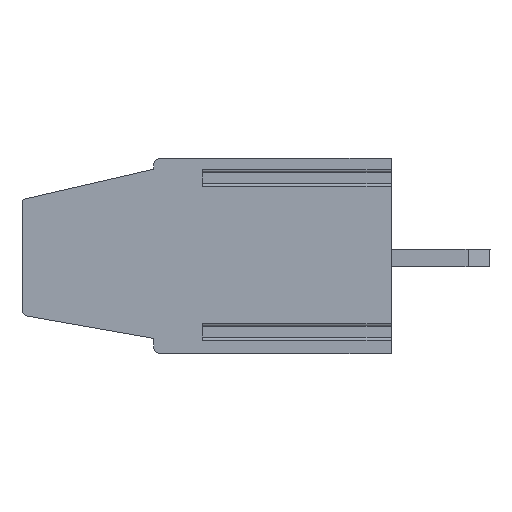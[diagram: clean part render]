
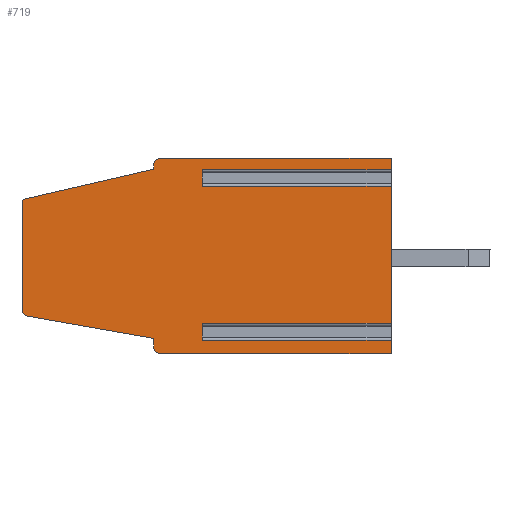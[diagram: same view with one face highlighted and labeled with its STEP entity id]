
A CAD part, left-side view. The second image highlights one B-rep face of the part: STEP entity #719.
In plain terms, the highlighted planar face has unit normal (-1, 0, 0).
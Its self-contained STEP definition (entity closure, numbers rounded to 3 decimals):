
#719 = ADVANCED_FACE( '', ( #1506 ), #1507, .T. );
#1506 = FACE_OUTER_BOUND( '', #2350, .T. );
#1507 = PLANE( '', #2351 );
#2350 = EDGE_LOOP( '', ( #4511, #4512, #4513, #4514, #4515, #4516, #4517, #4518, #4519, #4520, #4521, #4522, #4523, #4524, #4525, #4526, #4527, #4528, #4529, #4530 ) );
#2351 = AXIS2_PLACEMENT_3D( '', #4531, #4532, #4533 );
#4511 = ORIENTED_EDGE( '', *, *, #5484, .T. );
#4512 = ORIENTED_EDGE( '', *, *, #5964, .T. );
#4513 = ORIENTED_EDGE( '', *, *, #5772, .T. );
#4514 = ORIENTED_EDGE( '', *, *, #5541, .T. );
#4515 = ORIENTED_EDGE( '', *, *, #5903, .T. );
#4516 = ORIENTED_EDGE( '', *, *, #5839, .T. );
#4517 = ORIENTED_EDGE( '', *, *, #5965, .T. );
#4518 = ORIENTED_EDGE( '', *, *, #5966, .T. );
#4519 = ORIENTED_EDGE( '', *, *, #5922, .T. );
#4520 = ORIENTED_EDGE( '', *, *, #5950, .T. );
#4521 = ORIENTED_EDGE( '', *, *, #5967, .T. );
#4522 = ORIENTED_EDGE( '', *, *, #5205, .T. );
#4523 = ORIENTED_EDGE( '', *, *, #5843, .T. );
#4524 = ORIENTED_EDGE( '', *, *, #5880, .T. );
#4525 = ORIENTED_EDGE( '', *, *, #5783, .T. );
#4526 = ORIENTED_EDGE( '', *, *, #5232, .T. );
#4527 = ORIENTED_EDGE( '', *, *, #5251, .T. );
#4528 = ORIENTED_EDGE( '', *, *, #5968, .T. );
#4529 = ORIENTED_EDGE( '', *, *, #5779, .T. );
#4530 = ORIENTED_EDGE( '', *, *, #5934, .T. );
#4531 = CARTESIAN_POINT( '', ( 10.753, -27.341, -2.044 ) );
#4532 = DIRECTION( '', ( -1., 0., 0. ) );
#4533 = DIRECTION( '', ( 0., 0., 1. ) );
#5205 = EDGE_CURVE( '', #6320, #6321, #6322, .T. );
#5232 = EDGE_CURVE( '', #6365, #6363, #6366, .F. );
#5251 = EDGE_CURVE( '', #6363, #6395, #6397, .T. );
#5484 = EDGE_CURVE( '', #6778, #6776, #6779, .T. );
#5541 = EDGE_CURVE( '', #6868, #6866, #6869, .T. );
#5772 = EDGE_CURVE( '', #7195, #6868, #7196, .T. );
#5779 = EDGE_CURVE( '', #7208, #7206, #7209, .T. );
#5783 = EDGE_CURVE( '', #7178, #6365, #7214, .T. );
#5839 = EDGE_CURVE( '', #7286, #7290, #7292, .T. );
#5843 = EDGE_CURVE( '', #6321, #7296, #7298, .T. );
#5880 = EDGE_CURVE( '', #7296, #7178, #7342, .T. );
#5903 = EDGE_CURVE( '', #6866, #7286, #7369, .T. );
#5922 = EDGE_CURVE( '', #7389, #7393, #7395, .T. );
#5934 = EDGE_CURVE( '', #7206, #6778, #7408, .F. );
#5950 = EDGE_CURVE( '', #7393, #7426, #7428, .T. );
#5964 = EDGE_CURVE( '', #6776, #7195, #7444, .T. );
#5965 = EDGE_CURVE( '', #7290, #7445, #7446, .T. );
#5966 = EDGE_CURVE( '', #7445, #7389, #7447, .T. );
#5967 = EDGE_CURVE( '', #7426, #6320, #7448, .T. );
#5968 = EDGE_CURVE( '', #6395, #7208, #7449, .T. );
#6320 = VERTEX_POINT( '', #7912 );
#6321 = VERTEX_POINT( '', #7913 );
#6322 = LINE( '', #7914, #7915 );
#6363 = VERTEX_POINT( '', #7975 );
#6365 = VERTEX_POINT( '', #7977 );
#6366 = LINE( '', #7978, #7979 );
#6395 = VERTEX_POINT( '', #8020 );
#6397 = LINE( '', #8022, #8023 );
#6776 = VERTEX_POINT( '', #8563 );
#6778 = VERTEX_POINT( '', #8565 );
#6779 = LINE( '', #8566, #8567 );
#6866 = VERTEX_POINT( '', #8689 );
#6868 = VERTEX_POINT( '', #8692 );
#6869 = LINE( '', #8693, #8694 );
#7178 = VERTEX_POINT( '', #9154 );
#7195 = VERTEX_POINT( '', #9180 );
#7196 = LINE( '', #9181, #9182 );
#7206 = VERTEX_POINT( '', #9194 );
#7208 = VERTEX_POINT( '', #9196 );
#7209 = LINE( '', #9197, #9198 );
#7214 = LINE( '', #9205, #9206 );
#7286 = VERTEX_POINT( '', #9314 );
#7290 = VERTEX_POINT( '', #9320 );
#7292 = LINE( '', #9323, #9324 );
#7296 = VERTEX_POINT( '', #9328 );
#7298 = CIRCLE( '', #9331, 0.3 );
#7342 = LINE( '', #9395, #9396 );
#7369 = CIRCLE( '', #9434, 0.3 );
#7389 = VERTEX_POINT( '', #9459 );
#7393 = VERTEX_POINT( '', #9465 );
#7395 = LINE( '', #9468, #9469 );
#7408 = LINE( '', #9488, #9489 );
#7426 = VERTEX_POINT( '', #9513 );
#7428 = CIRCLE( '', #9516, 0.3 );
#7444 = LINE( '', #9537, #9538 );
#7445 = VERTEX_POINT( '', #9539 );
#7446 = LINE( '', #9540, #9541 );
#7447 = CIRCLE( '', #9542, 0.2 );
#7448 = LINE( '', #9543, #9544 );
#7449 = LINE( '', #9545, #9546 );
#7912 = CARTESIAN_POINT( '', ( 10.753, -33.141, -8.2 ) );
#7913 = CARTESIAN_POINT( '', ( 10.753, -33.141, -8.6 ) );
#7914 = CARTESIAN_POINT( '', ( 10.753, -33.141, -8.6 ) );
#7915 = VECTOR( '', #9825, 1000. );
#7975 = CARTESIAN_POINT( '', ( 10.753, -35.341, -8.28 ) );
#7977 = CARTESIAN_POINT( '', ( 10.753, -43.941, -8.28 ) );
#7978 = CARTESIAN_POINT( '', ( 10.753, -27.14, -8.28 ) );
#7979 = VECTOR( '', #9851, 1000. );
#8020 = CARTESIAN_POINT( '', ( 10.753, -35.341, -7.52 ) );
#8022 = CARTESIAN_POINT( '', ( 10.753, -35.341, 0. ) );
#8023 = VECTOR( '', #9870, 1000. );
#8563 = CARTESIAN_POINT( '', ( 10.753, -35.341, -0.52 ) );
#8565 = CARTESIAN_POINT( '', ( 10.753, -35.341, -1.28 ) );
#8566 = CARTESIAN_POINT( '', ( 10.753, -35.341, 0. ) );
#8567 = VECTOR( '', #10086, 1000. );
#8689 = CARTESIAN_POINT( '', ( 10.753, -33.441, 0. ) );
#8692 = CARTESIAN_POINT( '', ( 10.753, -43.941, 0. ) );
#8693 = CARTESIAN_POINT( '', ( 10.753, -33.441, 0. ) );
#8694 = VECTOR( '', #10144, 1000. );
#9154 = CARTESIAN_POINT( '', ( 10.753, -43.941, -8.9 ) );
#9180 = CARTESIAN_POINT( '', ( 10.753, -43.941, -0.52 ) );
#9181 = CARTESIAN_POINT( '', ( 10.753, -43.941, 0. ) );
#9182 = VECTOR( '', #10353, 1000. );
#9194 = CARTESIAN_POINT( '', ( 10.753, -43.941, -1.28 ) );
#9196 = CARTESIAN_POINT( '', ( 10.753, -43.941, -7.52 ) );
#9197 = CARTESIAN_POINT( '', ( 10.753, -43.941, 0. ) );
#9198 = VECTOR( '', #10368, 1000. );
#9205 = CARTESIAN_POINT( '', ( 10.753, -43.941, 0. ) );
#9206 = VECTOR( '', #10374, 1000. );
#9314 = CARTESIAN_POINT( '', ( 10.753, -33.141, -0.3 ) );
#9320 = CARTESIAN_POINT( '', ( 10.753, -33.141, -0.5 ) );
#9323 = CARTESIAN_POINT( '', ( 10.753, -33.141, -0.5 ) );
#9324 = VECTOR( '', #10420, 1000. );
#9328 = CARTESIAN_POINT( '', ( 10.753, -33.441, -8.9 ) );
#9331 = AXIS2_PLACEMENT_3D( '', #10425, #10426, #10427 );
#9395 = CARTESIAN_POINT( '', ( 10.753, -43.941, -8.9 ) );
#9396 = VECTOR( '', #10454, 1000. );
#9434 = AXIS2_PLACEMENT_3D( '', #10475, #10476, #10477 );
#9459 = CARTESIAN_POINT( '', ( 10.753, -27.141, -2.044 ) );
#9465 = CARTESIAN_POINT( '', ( 10.753, -27.141, -6.89 ) );
#9468 = CARTESIAN_POINT( '', ( 10.753, -27.141, -6.89 ) );
#9469 = VECTOR( '', #10495, 1000. );
#9488 = CARTESIAN_POINT( '', ( 10.753, -27.14, -1.28 ) );
#9489 = VECTOR( '', #10502, 1000. );
#9513 = CARTESIAN_POINT( '', ( 10.753, -27.389, -7.186 ) );
#9516 = AXIS2_PLACEMENT_3D( '', #10516, #10517, #10518 );
#9537 = CARTESIAN_POINT( '', ( 10.753, -27.14, -0.52 ) );
#9538 = VECTOR( '', #10524, 1000. );
#9539 = CARTESIAN_POINT( '', ( 10.753, -27.296, -1.849 ) );
#9540 = CARTESIAN_POINT( '', ( 10.753, -27.296, -1.849 ) );
#9541 = VECTOR( '', #10525, 1000. );
#9542 = AXIS2_PLACEMENT_3D( '', #10526, #10527, #10528 );
#9543 = CARTESIAN_POINT( '', ( 10.753, -33.141, -8.2 ) );
#9544 = VECTOR( '', #10529, 1000. );
#9545 = CARTESIAN_POINT( '', ( 10.753, -27.14, -7.52 ) );
#9546 = VECTOR( '', #10530, 1000. );
#9825 = DIRECTION( '', ( 0., 0., -1. ) );
#9851 = DIRECTION( '', ( 0., -1., 0. ) );
#9870 = DIRECTION( '', ( 0., 0., 1. ) );
#10086 = DIRECTION( '', ( 0., 0., 1. ) );
#10144 = DIRECTION( '', ( 0., 1., 0. ) );
#10353 = DIRECTION( '', ( 0., 0., 1. ) );
#10368 = DIRECTION( '', ( 0., 0., 1. ) );
#10374 = DIRECTION( '', ( 0., 0., 1. ) );
#10420 = DIRECTION( '', ( 0., 0., -1. ) );
#10425 = CARTESIAN_POINT( '', ( 10.753, -33.441, -8.6 ) );
#10426 = DIRECTION( '', ( -1., 0., 0. ) );
#10427 = DIRECTION( '', ( 0., -0.707, 0.707 ) );
#10454 = DIRECTION( '', ( 0., -1., 0. ) );
#10475 = CARTESIAN_POINT( '', ( 10.753, -33.441, -0.3 ) );
#10476 = DIRECTION( '', ( -1., 0., 0. ) );
#10477 = DIRECTION( '', ( 0., -0.707, -0.707 ) );
#10495 = DIRECTION( '', ( 0., 0., -1. ) );
#10502 = DIRECTION( '', ( 0., -1., 0. ) );
#10516 = CARTESIAN_POINT( '', ( 10.753, -27.441, -6.89 ) );
#10517 = DIRECTION( '', ( -1., 0., 0. ) );
#10518 = DIRECTION( '', ( 0., -0.766, 0.643 ) );
#10524 = DIRECTION( '', ( 0., -1., 0. ) );
#10525 = DIRECTION( '', ( 0., 0.974, -0.225 ) );
#10526 = CARTESIAN_POINT( '', ( 10.753, -27.341, -2.044 ) );
#10527 = DIRECTION( '', ( -1., 0., 0. ) );
#10528 = DIRECTION( '', ( 0., -0.783, -0.623 ) );
#10529 = DIRECTION( '', ( 0., -0.985, -0.174 ) );
#10530 = DIRECTION( '', ( 0., -1., 0. ) );
